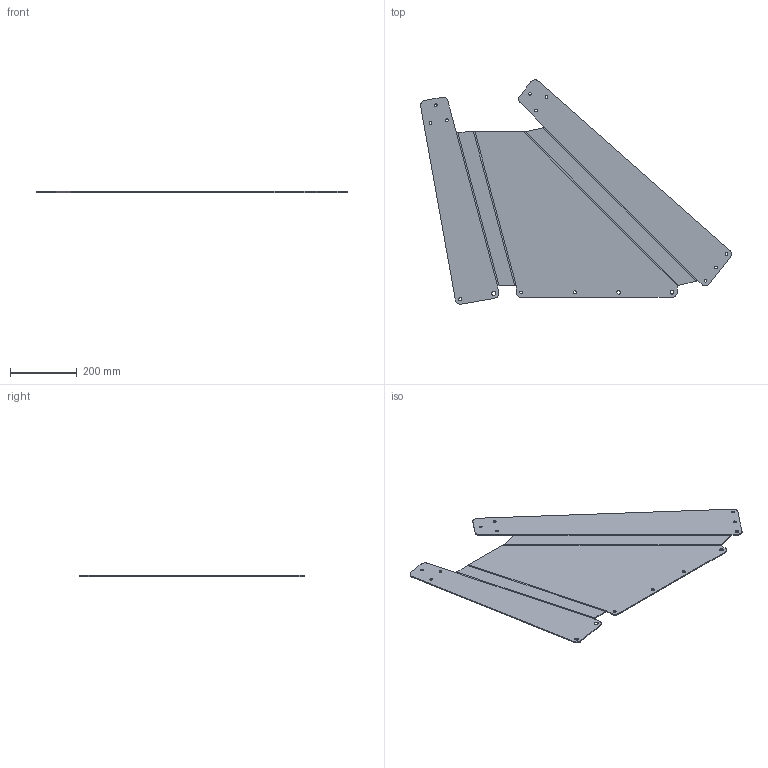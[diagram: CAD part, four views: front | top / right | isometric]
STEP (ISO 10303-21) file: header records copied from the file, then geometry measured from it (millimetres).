
FILE_DESCRIPTION (( 'STEP AP214' ), '1' );
FILE_NAME ('Flyer neu.STEP', '2020-05-11T08:13:08', ( '' ), ( '' ), 'SwSTEP 2.0', 'SolidWorks 2018', '' );
FILE_SCHEMA (( 'AUTOMOTIVE_DESIGN' ));
Length unit declared in the file: millimetre
Products named in the file (1): Flyer neu
Bounding box: 930.79 x 671.86 x 3 mm (x, y, z)
Volume: 1123740.2 mm3; surface area: 759461.8 mm2
Topology: 1 solids, 1 shells, 90 faces, 232 edges, 144 vertices
Faces by surface type: cylinder 43, plane 37, bspline 10
Entity records: 2963 total; most frequent: CARTESIAN_POINT 716, ORIENTED_EDGE 464, DIRECTION 442, EDGE_CURVE 232, AXIS2_PLACEMENT_3D 167, VERTEX_POINT 144, EDGE_LOOP 120, LINE 108
